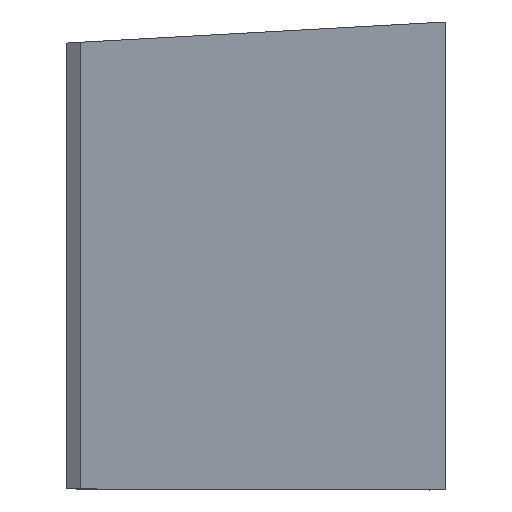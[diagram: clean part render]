
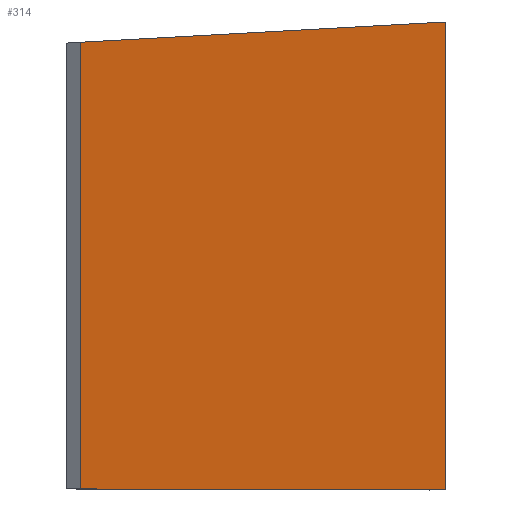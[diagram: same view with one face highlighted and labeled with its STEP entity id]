
A CAD part, top view. The second image highlights one B-rep face of the part: STEP entity #314.
In plain terms, the highlighted planar face has unit normal (0.851, 0, 0.526).
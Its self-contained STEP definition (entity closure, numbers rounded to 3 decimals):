
#43 = PLANE('',#44);
#44 = AXIS2_PLACEMENT_3D('',#45,#46,#47);
#45 = CARTESIAN_POINT('',(2202.325,0.,-2871.835));
#46 = DIRECTION('',(0.609,0.,-0.794));
#47 = DIRECTION('',(0.,-1.,0.));
#69 = PLANE('',#70);
#70 = AXIS2_PLACEMENT_3D('',#71,#72,#73);
#71 = CARTESIAN_POINT('',(-11771.11,-525.,-3433.355)
  );
#72 = DIRECTION('',(0.,1.,0.));
#73 = DIRECTION('',(1.,0.,-0.));
#95 = PLANE('',#96);
#96 = AXIS2_PLACEMENT_3D('',#97,#98,#99);
#97 = CARTESIAN_POINT('',(1261.95,0.,-2592.896));
#98 = DIRECTION('',(0.438,0.,-0.899));
#99 = DIRECTION('',(0.,-1.,0.));
#119 = PLANE('',#120);
#120 = AXIS2_PLACEMENT_3D('',#121,#122,#123);
#121 = CARTESIAN_POINT('',(-11761.655,-779.004,
    -3433.355));
#122 = DIRECTION('',(0.058,-0.998,0.));
#123 = DIRECTION('',(0.,0.,-1.));
#134 = VERTEX_POINT('',#135);
#135 = CARTESIAN_POINT('',(11649.436,584.536,
    4372.874));
#154 = EDGE_CURVE('',#134,#155,#157,.T.);
#155 = VERTEX_POINT('',#156);
#156 = CARTESIAN_POINT('',(11649.436,-525.,4372.874));
#157 = SURFACE_CURVE('',#158,(#162,#168),.PCURVE_S1.);
#158 = LINE('',#159,#160);
#159 = CARTESIAN_POINT('',(11649.436,-22.597,
    4372.874));
#160 = VECTOR('',#161,1.);
#161 = DIRECTION('',(0.,-1.,0.));
#162 = PCURVE('',#43,#163);
#163 = DEFINITIONAL_REPRESENTATION('',(#164),#167);
#164 = B_SPLINE_CURVE_WITH_KNOTS('',1,(#165,#166),.UNSPECIFIED.,.F.,.F.,
  (2,2),(-718.598,613.403),.PIECEWISE_BEZIER_KNOTS.);
#165 = CARTESIAN_POINT('',(-696.001,-11905.197));
#166 = CARTESIAN_POINT('',(636.,-11905.197));
#167 = ( GEOMETRIC_REPRESENTATION_CONTEXT(2) 
PARAMETRIC_REPRESENTATION_CONTEXT() REPRESENTATION_CONTEXT('2D SPACE',''
  ) );
#168 = PCURVE('',#169,#174);
#169 = PLANE('',#170);
#170 = AXIS2_PLACEMENT_3D('',#171,#172,#173);
#171 = CARTESIAN_POINT('',(8663.549,-45.193,
    9204.09));
#172 = DIRECTION('',(0.851,0.,0.526));
#173 = DIRECTION('',(0.,-1.,0.));
#174 = DEFINITIONAL_REPRESENTATION('',(#175),#178);
#175 = B_SPLINE_CURVE_WITH_KNOTS('',1,(#176,#177),.UNSPECIFIED.,.F.,.F.,
  (2,2),(-718.598,613.403),.PIECEWISE_BEZIER_KNOTS.);
#176 = CARTESIAN_POINT('',(-741.194,5679.451));
#177 = CARTESIAN_POINT('',(590.807,5679.451));
#178 = ( GEOMETRIC_REPRESENTATION_CONTEXT(2) 
PARAMETRIC_REPRESENTATION_CONTEXT() REPRESENTATION_CONTEXT('2D SPACE',''
  ) );
#205 = VERTEX_POINT('',#206);
#206 = CARTESIAN_POINT('',(12557.033,637.398,
    2904.368));
#225 = EDGE_CURVE('',#205,#134,#226,.T.);
#226 = SURFACE_CURVE('',#227,(#231,#237),.PCURVE_S1.);
#227 = LINE('',#228,#229);
#228 = CARTESIAN_POINT('',(8653.409,410.038,
    9220.497));
#229 = VECTOR('',#230,1.);
#230 = DIRECTION('',(-0.525,-0.031,0.85)
  );
#231 = PCURVE('',#119,#232);
#232 = DEFINITIONAL_REPRESENTATION('',(#233),#236);
#233 = B_SPLINE_CURVE_WITH_KNOTS('',1,(#234,#235),.UNSPECIFIED.,.F.,.F.,
  (2,2),(-7748.986,-5477.194),
  .PIECEWISE_BEZIER_KNOTS.);
#234 = CARTESIAN_POINT('',(-6065.278,24528.569));
#235 = CARTESIAN_POINT('',(-7996.868,23332.744));
#236 = ( GEOMETRIC_REPRESENTATION_CONTEXT(2) 
PARAMETRIC_REPRESENTATION_CONTEXT() REPRESENTATION_CONTEXT('2D SPACE',''
  ) );
#237 = PCURVE('',#169,#238);
#238 = DEFINITIONAL_REPRESENTATION('',(#239),#242);
#239 = B_SPLINE_CURVE_WITH_KNOTS('',1,(#240,#241),.UNSPECIFIED.,.F.,.F.,
  (2,2),(-7748.986,-5477.194),
  .PIECEWISE_BEZIER_KNOTS.);
#240 = CARTESIAN_POINT('',(-692.398,7726.068));
#241 = CARTESIAN_POINT('',(-622.867,5455.341));
#242 = ( GEOMETRIC_REPRESENTATION_CONTEXT(2) 
PARAMETRIC_REPRESENTATION_CONTEXT() REPRESENTATION_CONTEXT('2D SPACE',''
  ) );
#249 = EDGE_CURVE('',#205,#250,#252,.T.);
#250 = VERTEX_POINT('',#251);
#251 = CARTESIAN_POINT('',(12557.033,-525.,2904.368)
  );
#252 = SURFACE_CURVE('',#253,(#257,#263),.PCURVE_S1.);
#253 = LINE('',#254,#255);
#254 = CARTESIAN_POINT('',(12557.033,-22.597,
    2904.368));
#255 = VECTOR('',#256,1.);
#256 = DIRECTION('',(0.,-1.,0.));
#257 = PCURVE('',#95,#258);
#258 = DEFINITIONAL_REPRESENTATION('',(#259),#262);
#259 = B_SPLINE_CURVE_WITH_KNOTS('',1,(#260,#261),.UNSPECIFIED.,.F.,.F.,
  (2,2),(-776.813,618.696),.PIECEWISE_BEZIER_KNOTS.);
#260 = CARTESIAN_POINT('',(-754.217,-12561.799));
#261 = CARTESIAN_POINT('',(641.292,-12561.799));
#262 = ( GEOMETRIC_REPRESENTATION_CONTEXT(2) 
PARAMETRIC_REPRESENTATION_CONTEXT() REPRESENTATION_CONTEXT('2D SPACE',''
  ) );
#263 = PCURVE('',#169,#264);
#264 = DEFINITIONAL_REPRESENTATION('',(#265),#268);
#265 = B_SPLINE_CURVE_WITH_KNOTS('',1,(#266,#267),.UNSPECIFIED.,.F.,.F.,
  (2,2),(-776.813,618.696),.PIECEWISE_BEZIER_KNOTS.);
#266 = CARTESIAN_POINT('',(-799.41,7405.789));
#267 = CARTESIAN_POINT('',(596.099,7405.789));
#268 = ( GEOMETRIC_REPRESENTATION_CONTEXT(2) 
PARAMETRIC_REPRESENTATION_CONTEXT() REPRESENTATION_CONTEXT('2D SPACE',''
  ) );
#294 = EDGE_CURVE('',#155,#250,#295,.T.);
#295 = SURFACE_CURVE('',#296,(#300,#306),.PCURVE_S1.);
#296 = LINE('',#297,#298);
#297 = CARTESIAN_POINT('',(8665.338,-525.,9201.196));
#298 = VECTOR('',#299,1.);
#299 = DIRECTION('',(0.526,0.,-0.851));
#300 = PCURVE('',#69,#301);
#301 = DEFINITIONAL_REPRESENTATION('',(#302),#305);
#302 = B_SPLINE_CURVE_WITH_KNOTS('',1,(#303,#304),.UNSPECIFIED.,.F.,.F.,
  (2,2),(5451.939,7722.667),
  .PIECEWISE_BEZIER_KNOTS.);
#303 = CARTESIAN_POINT('',(23302.724,-7996.868));
#304 = CARTESIAN_POINT('',(24496.525,-6065.278));
#305 = ( GEOMETRIC_REPRESENTATION_CONTEXT(2) 
PARAMETRIC_REPRESENTATION_CONTEXT() REPRESENTATION_CONTEXT('2D SPACE',''
  ) );
#306 = PCURVE('',#169,#307);
#307 = DEFINITIONAL_REPRESENTATION('',(#308),#311);
#308 = B_SPLINE_CURVE_WITH_KNOTS('',1,(#309,#310),.UNSPECIFIED.,.F.,.F.,
  (2,2),(5451.939,7722.667),
  .PIECEWISE_BEZIER_KNOTS.);
#309 = CARTESIAN_POINT('',(479.807,5455.341));
#310 = CARTESIAN_POINT('',(479.807,7726.068));
#311 = ( GEOMETRIC_REPRESENTATION_CONTEXT(2) 
PARAMETRIC_REPRESENTATION_CONTEXT() REPRESENTATION_CONTEXT('2D SPACE',''
  ) );
#314 = ADVANCED_FACE('',(#315),#169,.T.);
#315 = FACE_BOUND('',#316,.T.);
#316 = EDGE_LOOP('',(#317,#318,#319,#320));
#317 = ORIENTED_EDGE('',*,*,#225,.T.);
#318 = ORIENTED_EDGE('',*,*,#154,.T.);
#319 = ORIENTED_EDGE('',*,*,#294,.T.);
#320 = ORIENTED_EDGE('',*,*,#249,.F.);
